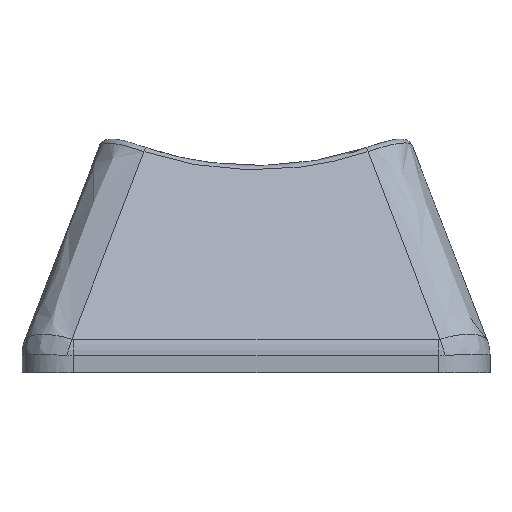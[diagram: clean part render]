
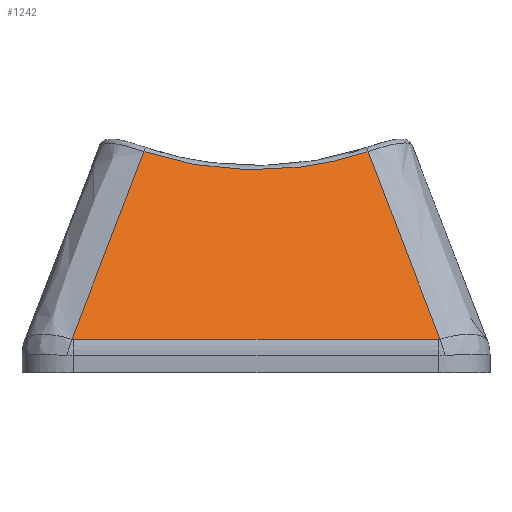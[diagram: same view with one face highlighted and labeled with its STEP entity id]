
A CAD part, front view. The second image highlights one B-rep face of the part: STEP entity #1242.
In plain terms, the highlighted planar face has unit normal (0, -0.906, 0.424).
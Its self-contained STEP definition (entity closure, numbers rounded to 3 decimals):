
#14=PLANE('',#1337);
#41=LINE('',#1812,#97);
#97=VECTOR('',#1411,10.);
#164=ELLIPSE('',#1319,1.179,0.5);
#166=ELLIPSE('',#1324,1.179,0.5);
#228=FACE_OUTER_BOUND('',#307,.T.);
#307=EDGE_LOOP('',(#873,#874,#875,#876,#877,#878));
#408=B_SPLINE_CURVE_WITH_KNOTS('',3,(#2257,#2258,#2259,#2260),
 .UNSPECIFIED.,.F.,.F.,(4,4),(-0.929,-0.078),
 .UNSPECIFIED.);
#410=B_SPLINE_CURVE_WITH_KNOTS('',3,(#2268,#2269,#2270,#2271),
 .UNSPECIFIED.,.F.,.F.,(4,4),(0.078,0.929),
 .UNSPECIFIED.);
#411=B_SPLINE_CURVE_WITH_KNOTS('',3,(#2272,#2273,#2274,#2275),
 .UNSPECIFIED.,.F.,.F.,(4,4),(-0.888,0.),.UNSPECIFIED.);
#479=VERTEX_POINT('',#1768);
#483=VERTEX_POINT('',#1802);
#485=VERTEX_POINT('',#1808);
#487=VERTEX_POINT('',#1829);
#513=VERTEX_POINT('',#2256);
#514=VERTEX_POINT('',#2267);
#609=EDGE_CURVE('',#479,#483,#164,.T.);
#612=EDGE_CURVE('',#483,#485,#41,.T.);
#615=EDGE_CURVE('',#485,#487,#166,.T.);
#654=EDGE_CURVE('',#487,#513,#408,.T.);
#656=EDGE_CURVE('',#514,#479,#410,.T.);
#657=EDGE_CURVE('',#513,#514,#411,.T.);
#873=ORIENTED_EDGE('',*,*,#615,.F.);
#874=ORIENTED_EDGE('',*,*,#612,.F.);
#875=ORIENTED_EDGE('',*,*,#609,.F.);
#876=ORIENTED_EDGE('',*,*,#656,.F.);
#877=ORIENTED_EDGE('',*,*,#657,.F.);
#878=ORIENTED_EDGE('',*,*,#654,.F.);
#1242=ADVANCED_FACE('',(#228),#14,.T.);
#1319=AXIS2_PLACEMENT_3D('',#1806,#1404,#1405);
#1324=AXIS2_PLACEMENT_3D('',#1833,#1416,#1417);
#1337=AXIS2_PLACEMENT_3D('',#2266,#1444,#1445);
#1404=DIRECTION('center_axis',(0.,0.906,-0.424));
#1405=DIRECTION('ref_axis',(0.,-0.424,-0.906));
#1411=DIRECTION('',(-1.,0.,0.));
#1416=DIRECTION('center_axis',(0.,0.906,-0.424));
#1417=DIRECTION('ref_axis',(0.,-0.424,-0.906));
#1444=DIRECTION('center_axis',(0.,-0.906,
0.424));
#1445=DIRECTION('ref_axis',(0.,-0.424,-0.906));
#1768=CARTESIAN_POINT('',(7.145,-8.935,0.311));
#1802=CARTESIAN_POINT('',(7.081,-8.939,0.302));
#1806=CARTESIAN_POINT('Origin',(7.081,-8.439,1.37));
#1808=CARTESIAN_POINT('',(-7.08,-8.939,0.302));
#1812=CARTESIAN_POINT('',(7.525,-8.939,0.302));
#1829=CARTESIAN_POINT('',(-7.145,-8.935,0.311));
#1833=CARTESIAN_POINT('Origin',(-7.08,-8.439,1.37));
#2256=CARTESIAN_POINT('',(-4.347,-5.527,7.588));
#2257=CARTESIAN_POINT('Ctrl Pts',(-7.145,-8.935,0.311));
#2258=CARTESIAN_POINT('Ctrl Pts',(-6.22,-7.798,2.739));
#2259=CARTESIAN_POINT('Ctrl Pts',(-5.289,-6.662,5.165));
#2260=CARTESIAN_POINT('Ctrl Pts',(-4.347,-5.527,7.588));
#2266=CARTESIAN_POINT('Origin',(5.969,-5.088,8.527));
#2267=CARTESIAN_POINT('',(4.347,-5.527,7.588));
#2268=CARTESIAN_POINT('Ctrl Pts',(4.347,-5.527,7.588));
#2269=CARTESIAN_POINT('Ctrl Pts',(5.289,-6.662,5.165));
#2270=CARTESIAN_POINT('Ctrl Pts',(6.22,-7.798,2.739));
#2271=CARTESIAN_POINT('Ctrl Pts',(7.145,-8.935,0.311));
#2272=CARTESIAN_POINT('Ctrl Pts',(-4.347,-5.527,7.588));
#2273=CARTESIAN_POINT('Ctrl Pts',(-1.575,-5.969,6.645));
#2274=CARTESIAN_POINT('Ctrl Pts',(1.575,-5.969,6.645));
#2275=CARTESIAN_POINT('Ctrl Pts',(4.347,-5.527,7.588));
